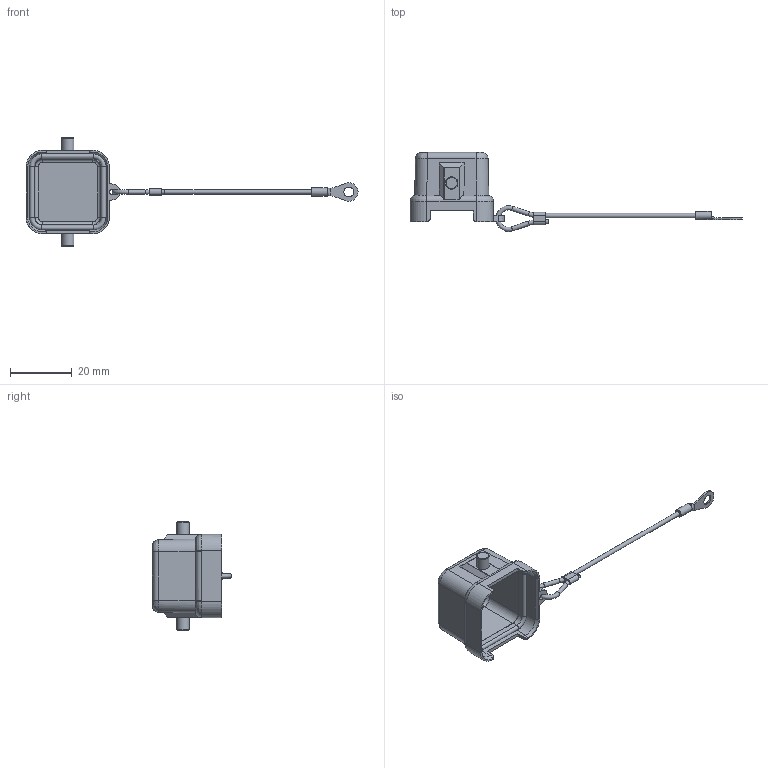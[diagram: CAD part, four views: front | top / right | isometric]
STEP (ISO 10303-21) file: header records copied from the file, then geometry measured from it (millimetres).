
FILE_DESCRIPTION(/* description */ (''),/* implementation_level */ '2;1');
FILE_NAME(/* name */ '3D_H3A-CV-2B_2F.stp',/* time_stamp */ '2026-02-25T21:30:16+03:00',/* author */ ('krute'),/* organization */ (''),/* preprocessor_version */ 'ST-DEVELOPER v20.1',/* originating_system */ 'Autodesk Inventor 2026',/* authorisation */ '');
FILE_SCHEMA (('CONFIG_CONTROL_DESIGN'));
Length unit declared in the file: millimetre
Products named in the file (1): 3D_1100030108006_H3A-CV_S-2B_2_V1.1
Bounding box: 107.46 x 25.6 x 35 mm (x, y, z)
Volume: 3762.3 mm3; surface area: 5899.2 mm2
Topology: 1 solids, 1 shells, 204 faces, 513 edges, 314 vertices
Faces by surface type: cylinder 81, plane 74, torus 25, bspline 24
Full cylindrical faces by diameter (mm): 1.4 x4, 2.6 x1, 3.2 x1, 4 x2
Entity records: 9642 total; most frequent: CARTESIAN_POINT 4798, ORIENTED_EDGE 1026, DIRECTION 977, EDGE_CURVE 513, AXIS2_PLACEMENT_3D 361, VERTEX_POINT 314, LINE 255, VECTOR 255
